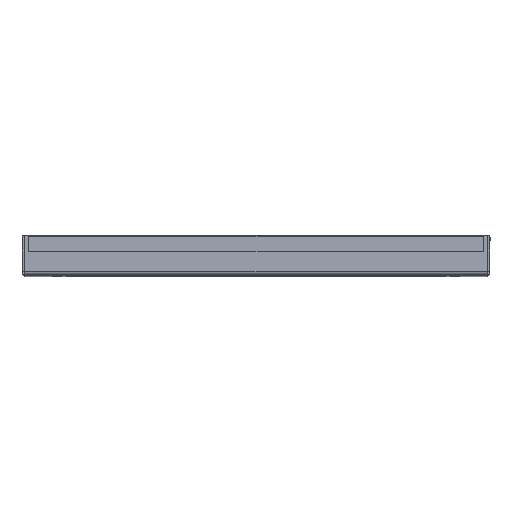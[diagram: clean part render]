
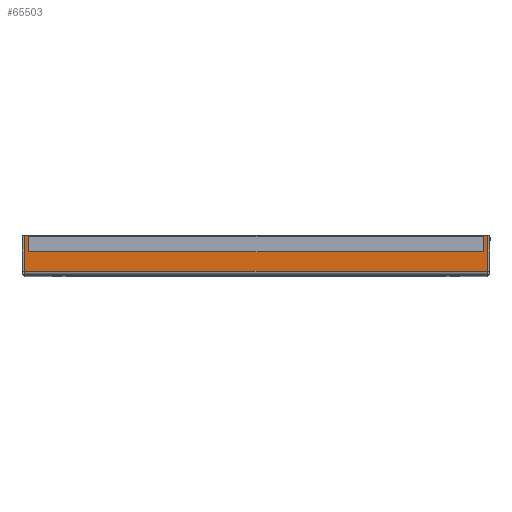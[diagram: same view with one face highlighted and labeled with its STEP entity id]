
A CAD part, top view. The second image highlights one B-rep face of the part: STEP entity #65503.
In plain terms, the highlighted planar face has unit normal (0, 0, 1).
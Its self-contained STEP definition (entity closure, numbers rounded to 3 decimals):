
#1339 = CARTESIAN_POINT ( 'NONE',  ( -87.15, 1., 128.65 ) ) ;
#7122 = ORIENTED_EDGE ( 'NONE', *, *, #109385, .T. ) ;
#8586 = DIRECTION ( 'NONE',  ( 0., 0., -1. ) ) ;
#8788 = EDGE_CURVE ( 'NONE', #109138, #51193, #89317, .T. ) ;
#11430 = ORIENTED_EDGE ( 'NONE', *, *, #88258, .T. ) ;
#15762 = VECTOR ( 'NONE', #97445, 1000. ) ;
#19456 = EDGE_CURVE ( 'NONE', #21439, #51193, #39684, .T. ) ;
#19726 = DIRECTION ( 'NONE',  ( -1., 0., 0. ) ) ;
#20111 = CARTESIAN_POINT ( 'NONE',  ( -87.15, 15., 128.65 ) ) ;
#21439 = VERTEX_POINT ( 'NONE', #31747 ) ;
#31747 = CARTESIAN_POINT ( 'NONE',  ( -87.15, 15., 128.65 ) ) ;
#33237 = VECTOR ( 'NONE', #45690, 1000. ) ;
#39684 = LINE ( 'NONE', #1339, #15762 ) ;
#43459 = ORIENTED_EDGE ( 'NONE', *, *, #19456, .T. ) ;
#45690 = DIRECTION ( 'NONE',  ( 0., 1., 0. ) ) ;
#50338 = PLANE ( 'NONE',  #97971 ) ;
#51193 = VERTEX_POINT ( 'NONE', #110487 ) ;
#63825 = FACE_OUTER_BOUND ( 'NONE', #66692, .T. ) ;
#65503 = ADVANCED_FACE ( 'NONE', ( #63825 ), #50338, .F. ) ;
#66390 = CARTESIAN_POINT ( 'NONE',  ( 87.15, 1.5, 128.65 ) ) ;
#66692 = EDGE_LOOP ( 'NONE', ( #70434, #11430, #7122, #43459 ) ) ;
#68182 = DIRECTION ( 'NONE',  ( -1., 0., 0. ) ) ;
#69991 = CARTESIAN_POINT ( 'NONE',  ( -87.15, 1.5, 128.65 ) ) ;
#70434 = ORIENTED_EDGE ( 'NONE', *, *, #8788, .F. ) ;
#70686 = VERTEX_POINT ( 'NONE', #102654 ) ;
#71390 = CARTESIAN_POINT ( 'NONE',  ( 87.15, 15., 128.65 ) ) ;
#76146 = VECTOR ( 'NONE', #96516, 1000. ) ;
#76400 = CARTESIAN_POINT ( 'NONE',  ( -87.15, 15., 128.65 ) ) ;
#77310 = LINE ( 'NONE', #71390, #33237 ) ;
#82823 = LINE ( 'NONE', #20111, #76146 ) ;
#88258 = EDGE_CURVE ( 'NONE', #109138, #70686, #77310, .T. ) ;
#89317 = LINE ( 'NONE', #69991, #105219 ) ;
#96516 = DIRECTION ( 'NONE',  ( -1., 0., 0. ) ) ;
#97445 = DIRECTION ( 'NONE',  ( 0., -1., 0. ) ) ;
#97971 = AXIS2_PLACEMENT_3D ( 'NONE', #76400, #8586, #68182 ) ;
#102654 = CARTESIAN_POINT ( 'NONE',  ( 87.15, 15., 128.65 ) ) ;
#105219 = VECTOR ( 'NONE', #19726, 1000. ) ;
#109138 = VERTEX_POINT ( 'NONE', #66390 ) ;
#109385 = EDGE_CURVE ( 'NONE', #70686, #21439, #82823, .T. ) ;
#110487 = CARTESIAN_POINT ( 'NONE',  ( -87.15, 1.5, 128.65 ) ) ;
